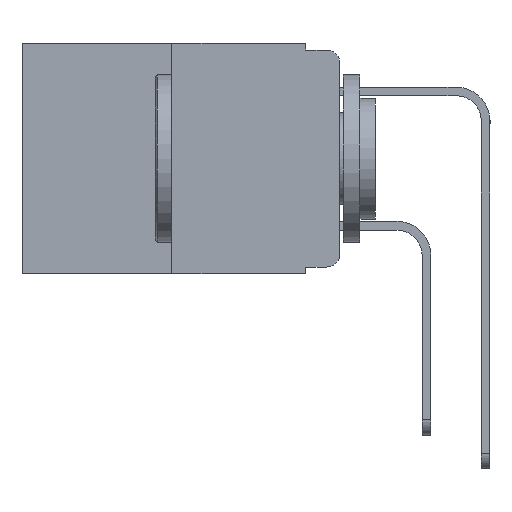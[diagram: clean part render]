
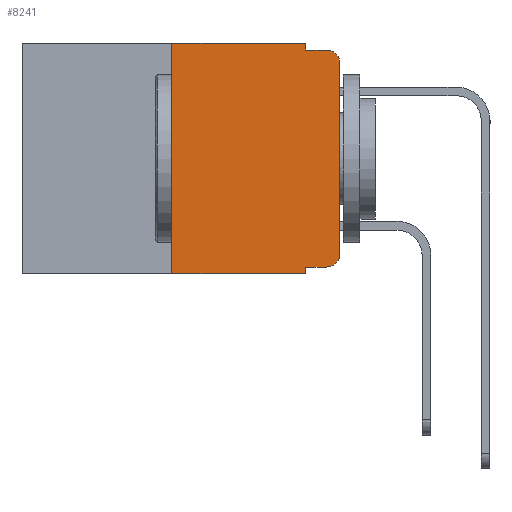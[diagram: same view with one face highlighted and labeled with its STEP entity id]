
A CAD part, left-side view. The second image highlights one B-rep face of the part: STEP entity #8241.
In plain terms, the highlighted planar face has unit normal (-1, 0, 0).
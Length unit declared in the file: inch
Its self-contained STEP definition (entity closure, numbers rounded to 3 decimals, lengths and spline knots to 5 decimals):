
#170 = VERTEX_POINT ( 'NONE', #19027 ) ;
#302 = LINE ( 'NONE', #10548, #9783 ) ;
#407 = EDGE_CURVE ( 'NONE', #12081, #13920, #302, .T. ) ;
#743 = EDGE_CURVE ( 'NONE', #4467, #4551, #22247, .T. ) ;
#826 = ORIENTED_EDGE ( 'NONE', *, *, #8236, .F. ) ;
#1368 = DIRECTION ( 'NONE',  ( 0., -1., 0. ) ) ;
#1432 = LINE ( 'NONE', #15527, #1994 ) ;
#1567 = DIRECTION ( 'NONE',  ( 0., 0., -1. ) ) ;
#1612 = VERTEX_POINT ( 'NONE', #13451 ) ;
#1694 = VECTOR ( 'NONE', #14210, 39.37008 ) ;
#1994 = VECTOR ( 'NONE', #3285, 39.37008 ) ;
#2109 = LINE ( 'NONE', #8656, #19083 ) ;
#2852 = EDGE_CURVE ( 'NONE', #6456, #13920, #19390, .T. ) ;
#2917 = ORIENTED_EDGE ( 'NONE', *, *, #22010, .F. ) ;
#3285 = DIRECTION ( 'NONE',  ( 0., 0., -1. ) ) ;
#3466 = LINE ( 'NONE', #14777, #11715 ) ;
#3892 = VERTEX_POINT ( 'NONE', #16260 ) ;
#4058 = EDGE_CURVE ( 'NONE', #8096, #6456, #14218, .T. ) ;
#4182 = DIRECTION ( 'NONE',  ( -1., 0., 0. ) ) ;
#4330 = DIRECTION ( 'NONE',  ( 0., 0., 1. ) ) ;
#4467 = VERTEX_POINT ( 'NONE', #10357 ) ;
#4551 = VERTEX_POINT ( 'NONE', #17499 ) ;
#4555 = ORIENTED_EDGE ( 'NONE', *, *, #13857, .T. ) ;
#4915 = EDGE_LOOP ( 'NONE', ( #16292, #5964, #21461, #2917, #826, #6768, #18903, #7290, #4555, #9769 ) ) ;
#5120 = CARTESIAN_POINT ( 'NONE',  ( 0., 0.473, -0.343 ) ) ;
#5472 = CARTESIAN_POINT ( 'NONE',  ( 0., 0., -0.03 ) ) ;
#5645 = DIRECTION ( 'NONE',  ( 0., 0., -1. ) ) ;
#5680 = DIRECTION ( 'NONE',  ( -1., 0., 0. ) ) ;
#5964 = ORIENTED_EDGE ( 'NONE', *, *, #2852, .T. ) ;
#6456 = VERTEX_POINT ( 'NONE', #5472 ) ;
#6768 = ORIENTED_EDGE ( 'NONE', *, *, #20841, .F. ) ;
#6896 = CARTESIAN_POINT ( 'NONE',  ( 0., 0.473, 0. ) ) ;
#7031 = LINE ( 'NONE', #10714, #1694 ) ;
#7128 = CARTESIAN_POINT ( 'NONE',  ( 0., 0.02, -0.01 ) ) ;
#7260 = AXIS2_PLACEMENT_3D ( 'NONE', #14631, #4182, #16390 ) ;
#7290 = ORIENTED_EDGE ( 'NONE', *, *, #16186, .F. ) ;
#7875 = AXIS2_PLACEMENT_3D ( 'NONE', #15015, #5680, #5645 ) ;
#8096 = VERTEX_POINT ( 'NONE', #8304 ) ;
#8236 = EDGE_CURVE ( 'NONE', #1612, #170, #8770, .T. ) ;
#8241 = ADVANCED_FACE ( 'NONE', ( #22582 ), #22517, .F. ) ;
#8304 = CARTESIAN_POINT ( 'NONE',  ( 0., 0., -0.313 ) ) ;
#8656 = CARTESIAN_POINT ( 'NONE',  ( 0., 0.051, -0.333 ) ) ;
#8665 = DIRECTION ( 'NONE',  ( 0., -1., 0. ) ) ;
#8770 = LINE ( 'NONE', #20799, #9321 ) ;
#9321 = VECTOR ( 'NONE', #8665, 39.37008 ) ;
#9769 = ORIENTED_EDGE ( 'NONE', *, *, #11546, .T. ) ;
#9783 = VECTOR ( 'NONE', #21147, 39.37008 ) ;
#10357 = CARTESIAN_POINT ( 'NONE',  ( 0., 0.25, -0.343 ) ) ;
#10548 = CARTESIAN_POINT ( 'NONE',  ( 0., 0.051, -0.01 ) ) ;
#10714 = CARTESIAN_POINT ( 'NONE',  ( 0., 0.051, 0. ) ) ;
#11546 = EDGE_CURVE ( 'NONE', #3892, #8096, #12135, .T. ) ;
#11715 = VECTOR ( 'NONE', #4330, 39.37008 ) ;
#12044 = CARTESIAN_POINT ( 'NONE',  ( 0., 0., 0. ) ) ;
#12081 = VERTEX_POINT ( 'NONE', #14445 ) ;
#12131 = DIRECTION ( 'NONE',  ( 1., 0., 0. ) ) ;
#12135 = CIRCLE ( 'NONE', #7260, 0.02 ) ;
#13451 = CARTESIAN_POINT ( 'NONE',  ( 0., 0.25, 0. ) ) ;
#13857 = EDGE_CURVE ( 'NONE', #18775, #3892, #2109, .T. ) ;
#13920 = VERTEX_POINT ( 'NONE', #7128 ) ;
#14210 = DIRECTION ( 'NONE',  ( 0., 0., -1. ) ) ;
#14218 = LINE ( 'NONE', #12044, #18848 ) ;
#14445 = CARTESIAN_POINT ( 'NONE',  ( 0., 0.051, -0.01 ) ) ;
#14631 = CARTESIAN_POINT ( 'NONE',  ( 0., 0.02, -0.313 ) ) ;
#14777 = CARTESIAN_POINT ( 'NONE',  ( 0., 0.25, 0. ) ) ;
#15015 = CARTESIAN_POINT ( 'NONE',  ( 0., 0.02, -0.03 ) ) ;
#15496 = AXIS2_PLACEMENT_3D ( 'NONE', #6896, #12131, #1567 ) ;
#15527 = CARTESIAN_POINT ( 'NONE',  ( 0., 0.051, 0. ) ) ;
#16186 = EDGE_CURVE ( 'NONE', #18775, #4551, #7031, .T. ) ;
#16260 = CARTESIAN_POINT ( 'NONE',  ( 0., 0.02, -0.333 ) ) ;
#16292 = ORIENTED_EDGE ( 'NONE', *, *, #4058, .T. ) ;
#16390 = DIRECTION ( 'NONE',  ( 0., 0., -1. ) ) ;
#16437 = CARTESIAN_POINT ( 'NONE',  ( 0., 0.051, -0.333 ) ) ;
#17499 = CARTESIAN_POINT ( 'NONE',  ( 0., 0.051, -0.343 ) ) ;
#18213 = DIRECTION ( 'NONE',  ( 0., 0., 1. ) ) ;
#18775 = VERTEX_POINT ( 'NONE', #16437 ) ;
#18848 = VECTOR ( 'NONE', #18213, 39.37008 ) ;
#18903 = ORIENTED_EDGE ( 'NONE', *, *, #743, .T. ) ;
#19027 = CARTESIAN_POINT ( 'NONE',  ( 0., 0.051, 0. ) ) ;
#19083 = VECTOR ( 'NONE', #20796, 39.37008 ) ;
#19390 = CIRCLE ( 'NONE', #7875, 0.02 ) ;
#20796 = DIRECTION ( 'NONE',  ( 0., -1., 0. ) ) ;
#20799 = CARTESIAN_POINT ( 'NONE',  ( 0., 0.473, 0. ) ) ;
#20841 = EDGE_CURVE ( 'NONE', #4467, #1612, #3466, .T. ) ;
#21147 = DIRECTION ( 'NONE',  ( 0., -1., 0. ) ) ;
#21461 = ORIENTED_EDGE ( 'NONE', *, *, #407, .F. ) ;
#21696 = VECTOR ( 'NONE', #1368, 39.37008 ) ;
#22010 = EDGE_CURVE ( 'NONE', #170, #12081, #1432, .T. ) ;
#22247 = LINE ( 'NONE', #5120, #21696 ) ;
#22517 = PLANE ( 'NONE',  #15496 ) ;
#22582 = FACE_OUTER_BOUND ( 'NONE', #4915, .T. ) ;
